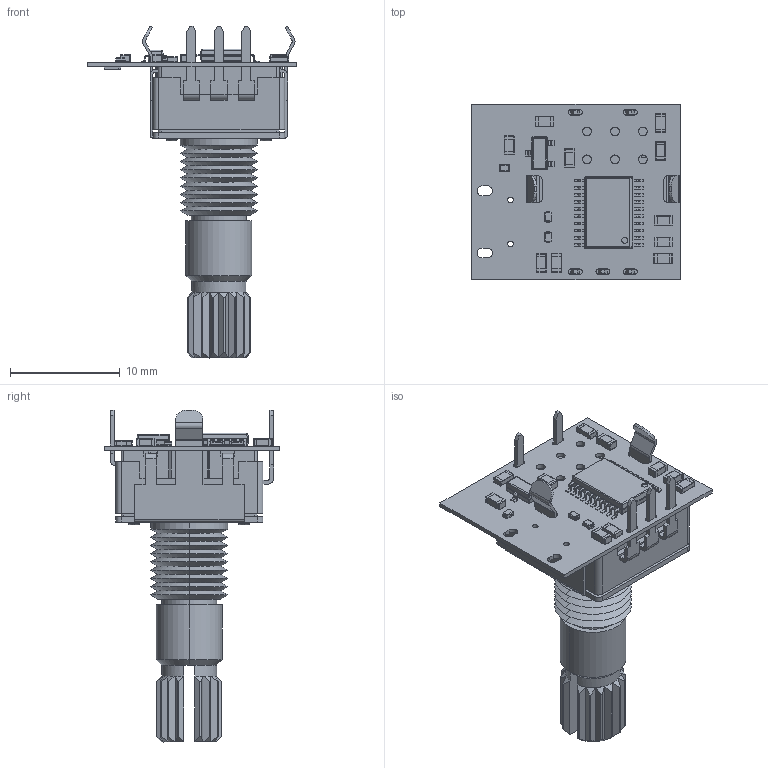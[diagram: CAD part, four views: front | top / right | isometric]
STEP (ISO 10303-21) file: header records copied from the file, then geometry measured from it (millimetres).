
FILE_DESCRIPTION(('Open CASCADE Model'),'2;1');
FILE_NAME('Open CASCADE Shape Model','2022-02-25T23:01:27',('Author'),( 'Open CASCADE'),'Open CASCADE STEP processor 6.8','Open CASCADE 6.8' ,'Unknown');
FILE_SCHEMA(('AUTOMOTIVE_DESIGN { 1 0 10303 214 1 1 1 1 }'));
Length unit declared in the file: millimetre
Products named in the file (84): PCB; Board; Open CASCADE STEP translator 6.8 1.1.1; LED; scaled; D3; 6047374032; Body; Open_CASCADE_STEP_translator_6.8_2.1.1; lead; D2; 6047383392; D1; 6047382272; R2; 6047369952; Mid_Body; Terminal; Open_CASCADE_STEP_translator_6.8_12.2.1; Mark; MCU; 6047378592; Open_CASCADE_STEP_translator_6.8_14.1; Open_CASCADE_STEP_translator_6.8_14.2.1; Leader; C3; 6047381232; Open_CASCADE_STEP_translator_6.8_14.1.1; Open_CASCADE_STEP_translator_6.8_14.1.2; C11; 6047378352; LDO; 6047370672; Open_CASCADE_STEP_translator_6.8_1.1.1; R7; 6047382032; R6; R5; 6047378832; ROTARY_ENCODER ...
Assembly tree (113 placements, depth 5):
  PCB
    Board
      Open CASCADE STEP translator 6.8 1.1.1
    LED
      scaled
    D3
      6047374032
        Body
          Open_CASCADE_STEP_translator_6.8_2.1.1
        lead  x2
    D2
      6047383392
        Body
          Open_CASCADE_STEP_translator_6.8_2.1.1
        lead  x2
    D1
      6047382272
        Body
          Open_CASCADE_STEP_translator_6.8_2.1.1
        lead  x2
    R2
      6047369952
        Mid_Body
        Terminal  x2
          Open_CASCADE_STEP_translator_6.8_12.2.1
        Mark
    MCU
      6047378592
        Open_CASCADE_STEP_translator_6.8_14.1
        Body
          Open_CASCADE_STEP_translator_6.8_14.2.1
        Leader  x20
    C3
      6047381232
        Terminal
          Open_CASCADE_STEP_translator_6.8_14.1.1
          Open_CASCADE_STEP_translator_6.8_14.1.2
        Mid_Body
          Open_CASCADE_STEP_translator_6.8_14.2.1
    C11
      6047378352
        Terminal
          Open_CASCADE_STEP_translator_6.8_14.1.1
          Open_CASCADE_STEP_translator_6.8_14.1.2
        Mid_Body
          Open_CASCADE_STEP_translator_6.8_14.2.1
    LDO
      6047370672
        Body
          Open_CASCADE_STEP_translator_6.8_1.1.1
        Leader  x3
    R7
      6047382032
        Mid_Body
        Terminal  x2
          Open_CASCADE_STEP_translator_6.8_12.2.1
        Mark
    R6
      6047382032
        Mid_Body
Bounding box: 19 x 16 x 30.2 mm (x, y, z)
Volume: 1703.2 mm3; surface area: 2417.5 mm2
Topology: 82 solids, 83 shells, 1856 faces, 4231 edges, 2455 vertices
Faces by surface type: plane 1090, cylinder 516, sphere 114, cone 68, bspline 60, torus 8
Full cylindrical faces by diameter (mm): 0.5 x2, 0.55 x1, 0.8 x6
Entity records: 40627 total; most frequent: CARTESIAN_POINT 10558, DIRECTION 5768, ORIENTED_EDGE 5659, EDGE_CURVE 2830, AXIS2_PLACEMENT_3D 1989, LINE 1790, VECTOR 1790, VERTEX_POINT 1703
